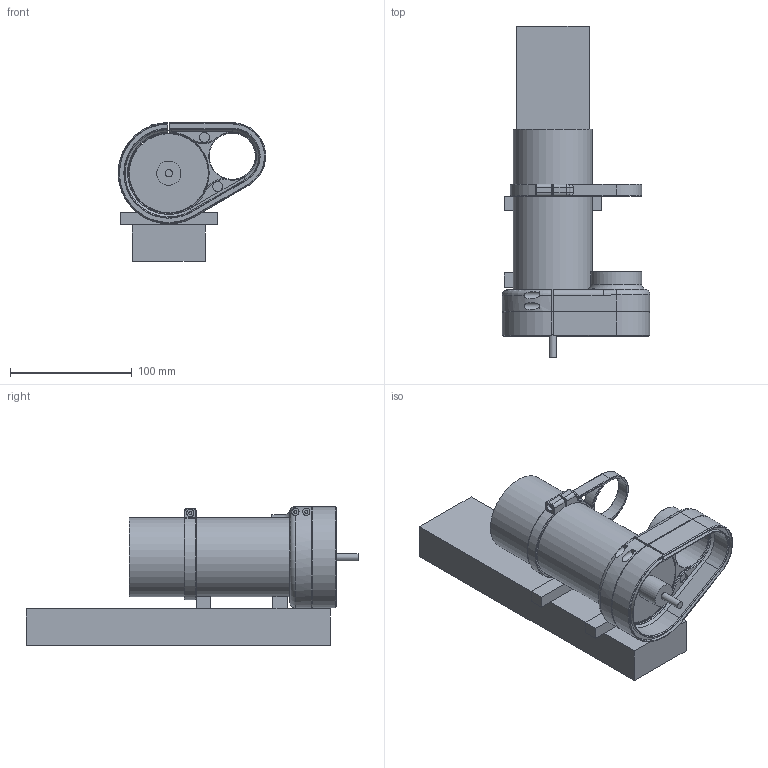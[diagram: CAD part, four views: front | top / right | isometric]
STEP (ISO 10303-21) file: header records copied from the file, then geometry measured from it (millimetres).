
FILE_DESCRIPTION(/* description */ (''),/* implementation_level */ '2;1');
FILE_NAME(/* name */ 'dust shoe v4.step',/* time_stamp */ '2018-10-20T19:30:51+02:00',/* author */ ('Milo_1008'),/* organization */ (''),/* preprocessor_version */ 'ST-DEVELOPER v17.2',/* originating_system */ 'Autodesk Translation Framework v7.6.0.251',/* authorisation */ '');
FILE_SCHEMA (('AUTOMOTIVE_DESIGN { 1 0 10303 214 3 1 1 }'));
Length unit declared in the file: millimetre
Products named in the file (1): dust shoe
Bounding box: 121.35 x 273 x 114.1 mm (x, y, z)
Volume: 1075054.7 mm3; surface area: 147981.1 mm2
Topology: 8 solids, 8 shells, 254 faces, 584 edges, 356 vertices
Faces by surface type: plane 100, cylinder 79, torus 37, cone 30, bspline 6, sphere 2
Full cylindrical faces by diameter (mm): 2.5 x6, 3 x4, 6 x2, 8.1 x2, 10 x1, 10.2 x2, 20 x1, 38 x2, 42 x1, 65 x1
Entity records: 7724 total; most frequent: CARTESIAN_POINT 1802, DIRECTION 1309, ORIENTED_EDGE 1164, EDGE_CURVE 582, AXIS2_PLACEMENT_3D 515, VERTEX_POINT 356, EDGE_LOOP 280, LINE 279
